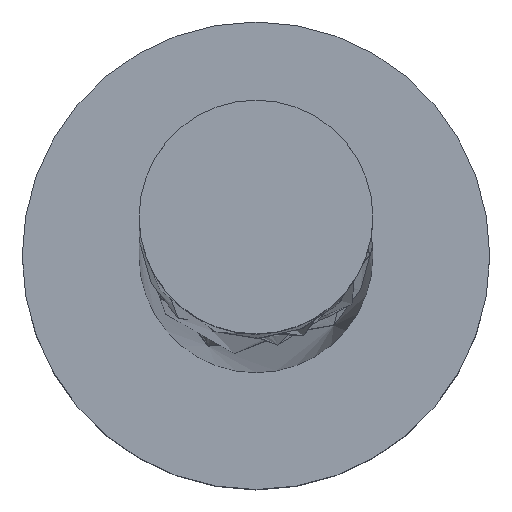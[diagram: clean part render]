
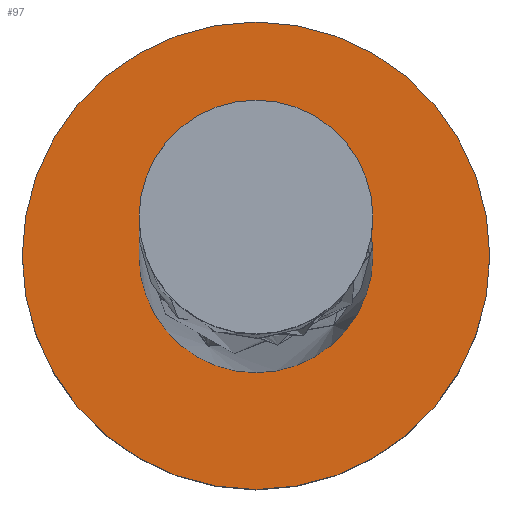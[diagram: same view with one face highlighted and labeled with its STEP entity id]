
A CAD part, top view. The second image highlights one B-rep face of the part: STEP entity #97.
In plain terms, the highlighted planar face has unit normal (0, 0, 1).
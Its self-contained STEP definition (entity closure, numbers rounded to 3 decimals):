
#1 = CIRCLE ( 'NONE', #388, 2. ) ;
#56 = DIRECTION ( 'NONE',  ( 1., 0., 0. ) ) ;
#97 = ADVANCED_FACE ( 'NONE', ( #1446, #1306 ), #1033, .T. ) ;
#139 = CIRCLE ( 'NONE', #1190, 1. ) ;
#185 = VERTEX_POINT ( 'NONE', #236 ) ;
#200 = DIRECTION ( 'NONE',  ( 0., 0., 1. ) ) ;
#236 = CARTESIAN_POINT ( 'NONE',  ( 1., 0., 2. ) ) ;
#254 = CARTESIAN_POINT ( 'NONE',  ( -2., 0., 2. ) ) ;
#388 = AXIS2_PLACEMENT_3D ( 'NONE', #1025, #1462, #1622 ) ;
#492 = ORIENTED_EDGE ( 'NONE', *, *, #1112, .T. ) ;
#496 = EDGE_LOOP ( 'NONE', ( #744, #1324 ) ) ;
#499 = CARTESIAN_POINT ( 'NONE',  ( 0., 0., 2. ) ) ;
#501 = DIRECTION ( 'NONE',  ( 1., 0., 0. ) ) ;
#568 = EDGE_LOOP ( 'NONE', ( #1071, #492 ) ) ;
#571 = EDGE_CURVE ( 'NONE', #185, #830, #139, .T. ) ;
#587 = DIRECTION ( 'NONE',  ( 1., 0., 0. ) ) ;
#641 = DIRECTION ( 'NONE',  ( 1., 0., 0. ) ) ;
#707 = CARTESIAN_POINT ( 'NONE',  ( 0., 0., 2. ) ) ;
#744 = ORIENTED_EDGE ( 'NONE', *, *, #1419, .F. ) ;
#760 = VERTEX_POINT ( 'NONE', #254 ) ;
#830 = VERTEX_POINT ( 'NONE', #888 ) ;
#841 = AXIS2_PLACEMENT_3D ( 'NONE', #1298, #1042, #501 ) ;
#855 = AXIS2_PLACEMENT_3D ( 'NONE', #707, #1237, #56 ) ;
#888 = CARTESIAN_POINT ( 'NONE',  ( -1., 0., 2. ) ) ;
#975 = VERTEX_POINT ( 'NONE', #1710 ) ;
#1025 = CARTESIAN_POINT ( 'NONE',  ( 0., 0., 2. ) ) ;
#1033 = PLANE ( 'NONE',  #841 ) ;
#1042 = DIRECTION ( 'NONE',  ( 0., 0., 1. ) ) ;
#1071 = ORIENTED_EDGE ( 'NONE', *, *, #1526, .T. ) ;
#1112 = EDGE_CURVE ( 'NONE', #975, #760, #1, .T. ) ;
#1190 = AXIS2_PLACEMENT_3D ( 'NONE', #499, #1433, #641 ) ;
#1237 = DIRECTION ( 'NONE',  ( 0., 0., 1. ) ) ;
#1254 = CARTESIAN_POINT ( 'NONE',  ( 0., 0., 2. ) ) ;
#1298 = CARTESIAN_POINT ( 'NONE',  ( 0., 0., 2. ) ) ;
#1306 = FACE_OUTER_BOUND ( 'NONE', #568, .T. ) ;
#1324 = ORIENTED_EDGE ( 'NONE', *, *, #571, .F. ) ;
#1386 = AXIS2_PLACEMENT_3D ( 'NONE', #1254, #200, #587 ) ;
#1419 = EDGE_CURVE ( 'NONE', #830, #185, #1640, .T. ) ;
#1433 = DIRECTION ( 'NONE',  ( 0., 0., 1. ) ) ;
#1446 = FACE_BOUND ( 'NONE', #496, .T. ) ;
#1462 = DIRECTION ( 'NONE',  ( 0., 0., 1. ) ) ;
#1526 = EDGE_CURVE ( 'NONE', #760, #975, #1609, .T. ) ;
#1609 = CIRCLE ( 'NONE', #855, 2. ) ;
#1622 = DIRECTION ( 'NONE',  ( 1., 0., 0. ) ) ;
#1640 = CIRCLE ( 'NONE', #1386, 1. ) ;
#1710 = CARTESIAN_POINT ( 'NONE',  ( 2., 0., 2. ) ) ;
